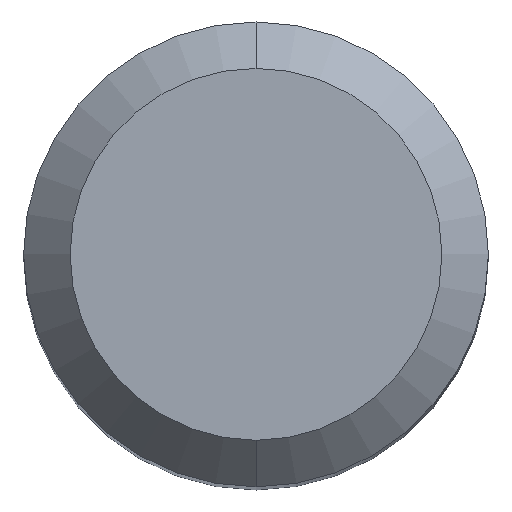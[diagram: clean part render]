
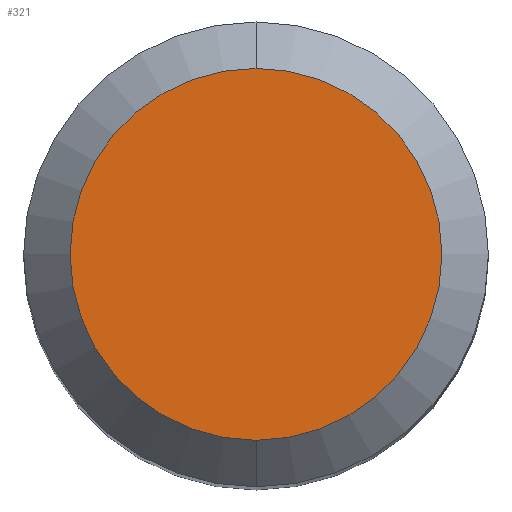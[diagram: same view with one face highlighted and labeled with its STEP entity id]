
A CAD part, top view. The second image highlights one B-rep face of the part: STEP entity #321.
In plain terms, the highlighted planar face has unit normal (0, 0, 1).
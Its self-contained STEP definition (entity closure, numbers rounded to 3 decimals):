
#78=CARTESIAN_POINT('',(0.,0.,40.));
#79=DIRECTION('',(0.,0.,1.));
#80=DIRECTION('',(0.,1.,0.));
#81=AXIS2_PLACEMENT_3D('',#78,#79,#80);
#83=CARTESIAN_POINT('',(0.,0.,40.));
#84=DIRECTION('',(0.,0.,-1.));
#85=DIRECTION('',(0.,1.,0.));
#86=AXIS2_PLACEMENT_3D('',#83,#84,#85);
#203=CARTESIAN_POINT('',(0.,4.,40.));
#205=VERTEX_POINT('',#203);
#207=CARTESIAN_POINT('',(0.,-4.,40.));
#209=VERTEX_POINT('',#207);
#312=CARTESIAN_POINT('',(0.,0.,40.));
#313=DIRECTION('',(0.,0.,-1.));
#314=DIRECTION('',(0.,-1.,0.));
#315=AXIS2_PLACEMENT_3D('',#312,#313,#314);
#316=PLANE('',#315);
#317=ORIENTED_EDGE('',*,*,#277,.F.);
#318=ORIENTED_EDGE('',*,*,#300,.T.);
#319=EDGE_LOOP('',(#317,#318));
#320=FACE_OUTER_BOUND('',#319,.F.);
#82=CIRCLE('',#81,4.);
#87=CIRCLE('',#86,4.);
#277=EDGE_CURVE('',#205,#209,#82,.T.);
#300=EDGE_CURVE('',#205,#209,#87,.T.);
#321=ADVANCED_FACE('',(#320),#316,.F.);
